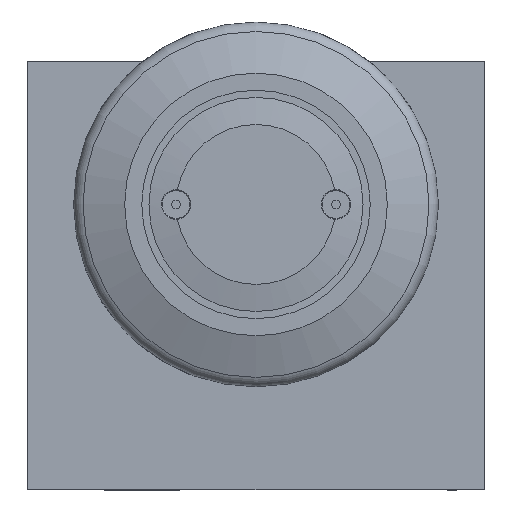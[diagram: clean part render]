
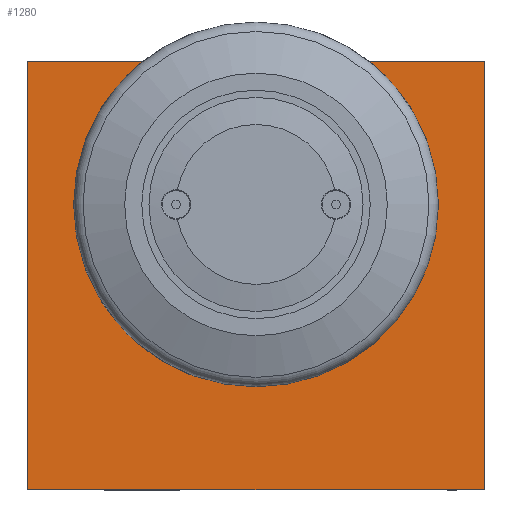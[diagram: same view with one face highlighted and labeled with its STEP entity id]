
A CAD part, front view. The second image highlights one B-rep face of the part: STEP entity #1280.
In plain terms, the highlighted planar face has unit normal (0, -1, 0).
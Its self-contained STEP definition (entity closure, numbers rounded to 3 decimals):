
#50=FACE_BOUND('',#247,.T.);
#105=CIRCLE('',#1395,39.5);
#173=FACE_OUTER_BOUND('',#246,.T.);
#246=EDGE_LOOP('',(#1054,#1055,#1056,#1057));
#247=EDGE_LOOP('',(#1058));
#355=LINE('',#2167,#469);
#356=LINE('',#2169,#470);
#357=LINE('',#2171,#471);
#358=LINE('',#2172,#472);
#469=VECTOR('',#1715,10.);
#470=VECTOR('',#1716,10.);
#471=VECTOR('',#1717,10.);
#472=VECTOR('',#1718,10.);
#564=VERTEX_POINT('',#2069);
#597=VERTEX_POINT('',#2165);
#598=VERTEX_POINT('',#2166);
#599=VERTEX_POINT('',#2168);
#600=VERTEX_POINT('',#2170);
#715=EDGE_CURVE('',#564,#564,#105,.T.);
#762=EDGE_CURVE('',#597,#598,#355,.T.);
#763=EDGE_CURVE('',#599,#598,#356,.T.);
#764=EDGE_CURVE('',#600,#599,#357,.T.);
#765=EDGE_CURVE('',#600,#597,#358,.T.);
#1054=ORIENTED_EDGE('',*,*,#762,.T.);
#1055=ORIENTED_EDGE('',*,*,#763,.F.);
#1056=ORIENTED_EDGE('',*,*,#764,.F.);
#1057=ORIENTED_EDGE('',*,*,#765,.T.);
#1058=ORIENTED_EDGE('',*,*,#715,.T.);
#1222=PLANE('',#1414);
#1280=ADVANCED_FACE('',(#173,#50),#1222,.T.);
#1395=AXIS2_PLACEMENT_3D('',#2071,#1633,#1634);
#1414=AXIS2_PLACEMENT_3D('',#2164,#1713,#1714);
#1633=DIRECTION('center_axis',(0.,1.,0.));
#1634=DIRECTION('ref_axis',(-1.,0.,0.));
#1713=DIRECTION('center_axis',(0.,-1.,0.));
#1714=DIRECTION('ref_axis',(0.,0.,-1.));
#1715=DIRECTION('',(0.,0.,1.));
#1716=DIRECTION('',(1.,0.,0.));
#1717=DIRECTION('',(0.,0.,1.));
#1718=DIRECTION('',(1.,0.,0.));
#2069=CARTESIAN_POINT('',(119.5,0.,100.));
#2071=CARTESIAN_POINT('Origin',(80.,0.,100.));
#2164=CARTESIAN_POINT('Origin',(0.,0.,0.));
#2165=CARTESIAN_POINT('',(160.,0.,0.));
#2166=CARTESIAN_POINT('',(160.,0.,150.));
#2167=CARTESIAN_POINT('',(160.,0.,0.));
#2168=CARTESIAN_POINT('',(0.,0.,150.));
#2169=CARTESIAN_POINT('',(0.,0.,150.));
#2170=CARTESIAN_POINT('',(0.,0.,0.));
#2171=CARTESIAN_POINT('',(0.,0.,0.));
#2172=CARTESIAN_POINT('',(0.,0.,0.));
